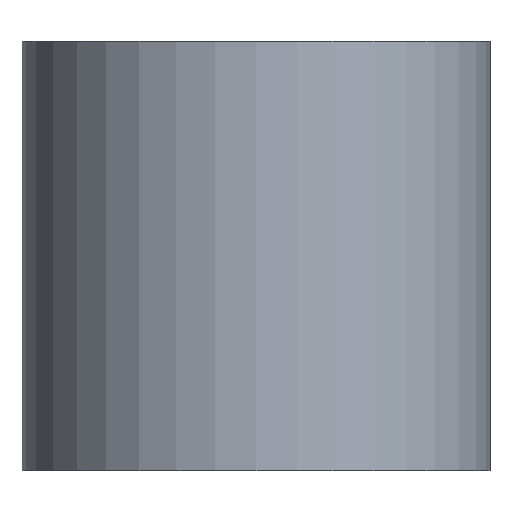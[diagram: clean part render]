
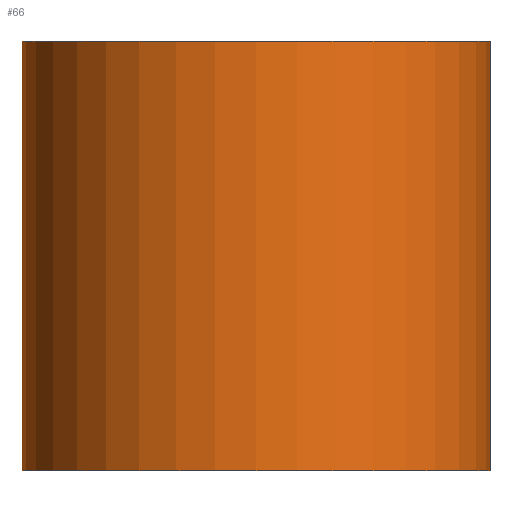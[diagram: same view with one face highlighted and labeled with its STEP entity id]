
A CAD part, front view. The second image highlights one B-rep face of the part: STEP entity #66.
In plain terms, the highlighted cylindrical face has radius 3 mm (diameter 6 mm), a full revolution.
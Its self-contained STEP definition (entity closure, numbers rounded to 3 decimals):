
#24=FACE_OUTER_BOUND('',#28,.T.);
#28=EDGE_LOOP('',(#55,#56,#57,#58));
#34=LINE('',#117,#36);
#36=VECTOR('',#96,3.);
#39=CIRCLE('',#76,3.);
#40=CIRCLE('',#77,3.);
#43=VERTEX_POINT('',#114);
#44=VERTEX_POINT('',#116);
#48=EDGE_CURVE('',#43,#43,#39,.T.);
#49=EDGE_CURVE('',#43,#44,#34,.T.);
#50=EDGE_CURVE('',#44,#44,#40,.T.);
#55=ORIENTED_EDGE('',*,*,#48,.F.);
#56=ORIENTED_EDGE('',*,*,#49,.T.);
#57=ORIENTED_EDGE('',*,*,#50,.T.);
#58=ORIENTED_EDGE('',*,*,#49,.F.);
#64=CYLINDRICAL_SURFACE('',#75,3.);
#66=ADVANCED_FACE('',(#24),#64,.T.);
#75=AXIS2_PLACEMENT_3D('',#113,#92,#93);
#76=AXIS2_PLACEMENT_3D('',#115,#94,#95);
#77=AXIS2_PLACEMENT_3D('',#118,#97,#98);
#92=DIRECTION('center_axis',(0.,0.,1.));
#93=DIRECTION('ref_axis',(1.,0.,0.));
#94=DIRECTION('center_axis',(0.,0.,1.));
#95=DIRECTION('ref_axis',(1.,0.,0.));
#96=DIRECTION('',(0.,0.,-1.));
#97=DIRECTION('center_axis',(0.,0.,1.));
#98=DIRECTION('ref_axis',(1.,0.,0.));
#113=CARTESIAN_POINT('Origin',(20.296,0.035,5.75));
#114=CARTESIAN_POINT('',(17.296,0.035,11.25));
#115=CARTESIAN_POINT('Origin',(20.296,0.035,11.25));
#116=CARTESIAN_POINT('',(17.296,0.035,5.75));
#117=CARTESIAN_POINT('',(17.296,0.035,5.75));
#118=CARTESIAN_POINT('Origin',(20.296,0.035,5.75));
